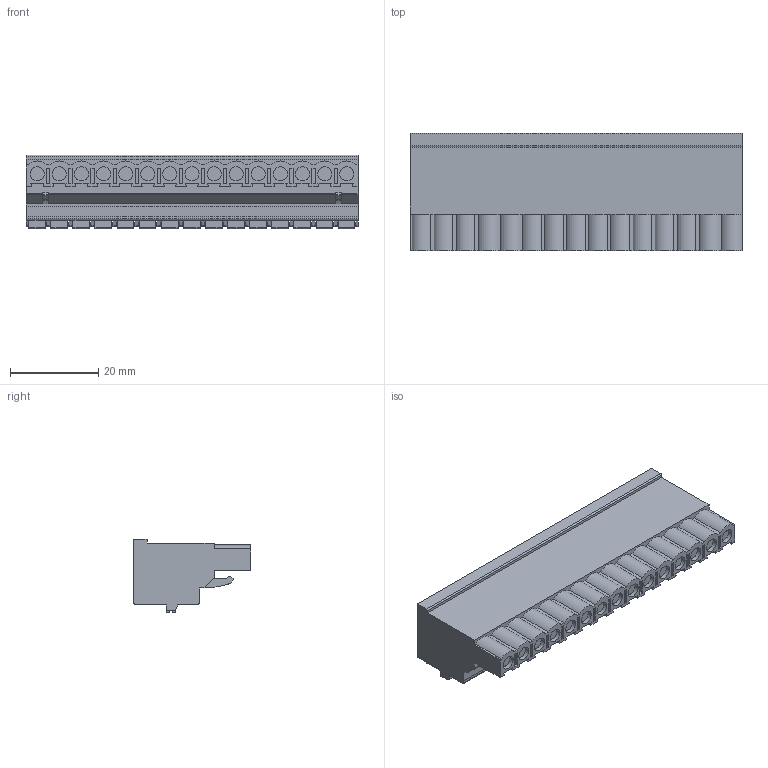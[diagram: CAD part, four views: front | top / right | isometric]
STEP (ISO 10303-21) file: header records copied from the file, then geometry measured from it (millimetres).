
FILE_DESCRIPTION((''),'2;1');
FILE_NAME('PRT0007','2024-09-21T15:31:02',('tluser'),(''),'CREO PARAMETRIC BY PTC INC, 2018100','CREO PARAMETRIC BY PTC INC, 2018100','');
FILE_SCHEMA(('CONFIG_CONTROL_DESIGN'));
Length unit declared in the file: millimetre
Products named in the file (1): PRT0007
Bounding box: 75.1 x 26.6 x 16.7 mm (x, y, z)
Volume: 20687.3 mm3; surface area: 8730 mm2
Topology: 1 solids, 1 shells, 852 faces, 2202 edges, 1468 vertices
Faces by surface type: plane 578, cylinder 274
Entity records: 25992 total; most frequent: CARTESIAN_POINT 4522, DIRECTION 4454, ORIENTED_EDGE 4404, EDGE_CURVE 2202, VECTOR 1654, LINE 1654, VERTEX_POINT 1468, AXIS2_PLACEMENT_3D 1400
